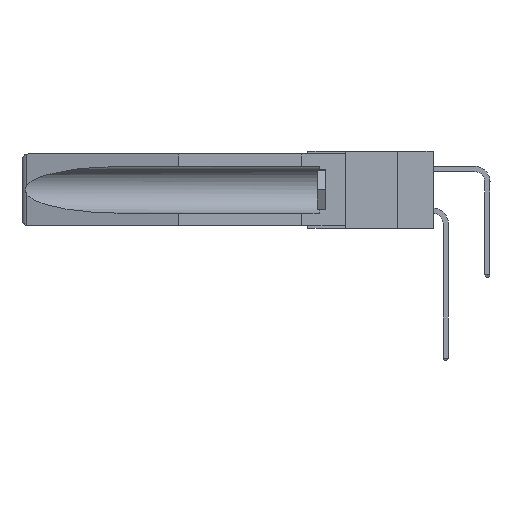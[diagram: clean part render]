
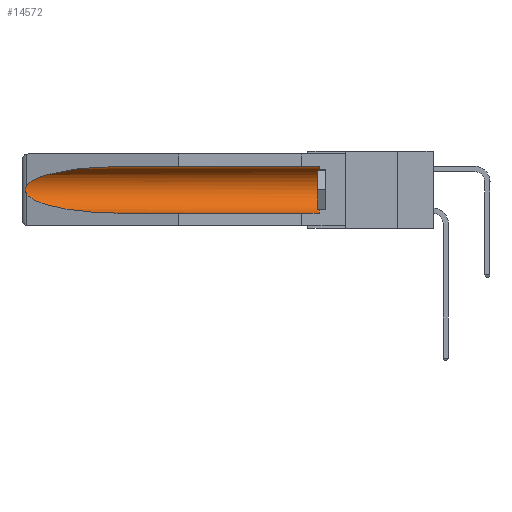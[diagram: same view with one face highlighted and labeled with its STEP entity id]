
A CAD part, left-side view. The second image highlights one B-rep face of the part: STEP entity #14572.
In plain terms, the highlighted cylindrical face has radius 2.857 mm (diameter 5.715 mm), a partial arc.
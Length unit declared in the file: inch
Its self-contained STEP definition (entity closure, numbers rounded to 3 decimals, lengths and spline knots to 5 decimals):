
#212 = CIRCLE ( 'NONE', #29026, 0.1125 ) ;
#725 = DIRECTION ( 'NONE',  ( 0., 1., 0. ) ) ;
#848 = ORIENTED_EDGE ( 'NONE', *, *, #33598, .T. ) ;
#1202 = CARTESIAN_POINT ( 'NONE',  ( 0.2673, 1.5327, -0.16383 ) ) ;
#2148 = EDGE_CURVE ( 'NONE', #3918, #32676, #2165, .T. ) ;
#2165 =( BOUNDED_CURVE ( )  B_SPLINE_CURVE ( 3, ( #8563, #26787, #11195, #29404 ),
 .UNSPECIFIED., .F., .F. ) 
 B_SPLINE_CURVE_WITH_KNOTS ( ( 4, 4 ),
 ( 4.71239, 6.08839 ),
 .UNSPECIFIED. ) 
 CURVE ( )  GEOMETRIC_REPRESENTATION_ITEM ( )  RATIONAL_B_SPLINE_CURVE ( ( 1., 0.848, 0.848, 1. ) ) 
 REPRESENTATION_ITEM ( '' )  );
#2266 = CARTESIAN_POINT ( 'NONE',  ( 0.155, 0.126, -0.1715 ) ) ;
#2402 = VECTOR ( 'NONE', #25977, 39.37008 ) ;
#2405 = CARTESIAN_POINT ( 'NONE',  ( 0.155, -0.30754, -0.059 ) ) ;
#2976 = VERTEX_POINT ( 'NONE', #30124 ) ;
#3568 = EDGE_CURVE ( 'NONE', #21466, #3918, #33335, .T. ) ;
#3737 = CARTESIAN_POINT ( 'NONE',  ( 0.2675, 1.53308, -0.16763 ) ) ;
#3918 = VERTEX_POINT ( 'NONE', #7951 ) ;
#4625 = EDGE_CURVE ( 'NONE', #2976, #21466, #212, .T. ) ;
#4900 = DIRECTION ( 'NONE',  ( 0., 0., 1. ) ) ;
#5243 = CARTESIAN_POINT ( 'NONE',  ( 0.155, 1.07973, -0.284 ) ) ;
#6115 = CARTESIAN_POINT ( 'NONE',  ( 0.2673, 1.53269, -0.17917 ) ) ;
#6215 = CARTESIAN_POINT ( 'NONE',  ( 0.26655, 1.53094, -0.18657 ) ) ;
#7006 = AXIS2_PLACEMENT_3D ( 'NONE', #31073, #15571, #17748 ) ;
#7050 = EDGE_CURVE ( 'NONE', #2976, #8124, #15132, .T. ) ;
#7951 = CARTESIAN_POINT ( 'NONE',  ( 0.155, 1.07973, -0.059 ) ) ;
#8124 = VERTEX_POINT ( 'NONE', #5243 ) ;
#8563 = CARTESIAN_POINT ( 'NONE',  ( 0.155, 1.07973, -0.059 ) ) ;
#8700 = CARTESIAN_POINT ( 'NONE',  ( 0.26537, 1.52718, -0.19328 ) ) ;
#11195 = CARTESIAN_POINT ( 'NONE',  ( 0.25451, 1.48313, -0.09465 ) ) ;
#13010 =( BOUNDED_CURVE ( )  B_SPLINE_CURVE ( 3, ( #30264, #27313, #27657, #22303 ),
 .UNSPECIFIED., .F., .F. ) 
 B_SPLINE_CURVE_WITH_KNOTS ( ( 4, 4 ),
 ( 0.1948, 1.5708 ),
 .UNSPECIFIED. ) 
 CURVE ( )  GEOMETRIC_REPRESENTATION_ITEM ( )  RATIONAL_B_SPLINE_CURVE ( ( 1., 0.848, 0.848, 1. ) ) 
 REPRESENTATION_ITEM ( '' )  );
#13228 = CARTESIAN_POINT ( 'NONE',  ( 0.26537, 1.52718, -0.19328 ) ) ;
#13434 = B_SPLINE_CURVE_WITH_KNOTS ( 'NONE', 3,
 ( #27272, #24805, #27389, #1202, #3737, #14423, #6115, #6215, #24439, #8700 ),
 .UNSPECIFIED., .F., .F.,
 ( 4, 2, 2, 2, 4 ),
 ( 0., 0.00029, 0.00058, 0.00087, 0.00117 ),
 .UNSPECIFIED. ) ;
#13609 = ORIENTED_EDGE ( 'NONE', *, *, #4625, .T. ) ;
#14341 = ORIENTED_EDGE ( 'NONE', *, *, #7050, .F. ) ;
#14423 = CARTESIAN_POINT ( 'NONE',  ( 0.2675, 1.53308, -0.17534 ) ) ;
#14572 = ADVANCED_FACE ( 'NONE', ( #23595 ), #32985, .F. ) ;
#14793 = ORIENTED_EDGE ( 'NONE', *, *, #2148, .T. ) ;
#15132 = LINE ( 'NONE', #29430, #29403 ) ;
#15571 = DIRECTION ( 'NONE',  ( 0., 1., 0. ) ) ;
#17748 = DIRECTION ( 'NONE',  ( 0., 0., 1. ) ) ;
#18809 = EDGE_CURVE ( 'NONE', #31932, #8124, #13010, .T. ) ;
#19287 = CARTESIAN_POINT ( 'NONE',  ( 0.155, 0.126, -0.059 ) ) ;
#19675 = EDGE_LOOP ( 'NONE', ( #14793, #848, #26375, #14341, #13609, #33006 ) ) ;
#20467 = DIRECTION ( 'NONE',  ( 0., -1., 0. ) ) ;
#21466 = VERTEX_POINT ( 'NONE', #19287 ) ;
#22303 = CARTESIAN_POINT ( 'NONE',  ( 0.155, 1.07973, -0.284 ) ) ;
#23595 = FACE_OUTER_BOUND ( 'NONE', #19675, .T. ) ;
#24439 = CARTESIAN_POINT ( 'NONE',  ( 0.26597, 1.5296, -0.19026 ) ) ;
#24805 = CARTESIAN_POINT ( 'NONE',  ( 0.26597, 1.52961, -0.15275 ) ) ;
#25977 = DIRECTION ( 'NONE',  ( 0., 1., 0. ) ) ;
#26375 = ORIENTED_EDGE ( 'NONE', *, *, #18809, .T. ) ;
#26787 = CARTESIAN_POINT ( 'NONE',  ( 0.21114, 1.30732, -0.059 ) ) ;
#27272 = CARTESIAN_POINT ( 'NONE',  ( 0.26537, 1.52718, -0.14972 ) ) ;
#27313 = CARTESIAN_POINT ( 'NONE',  ( 0.25451, 1.48313, -0.24835 ) ) ;
#27389 = CARTESIAN_POINT ( 'NONE',  ( 0.26654, 1.53092, -0.15636 ) ) ;
#27657 = CARTESIAN_POINT ( 'NONE',  ( 0.21114, 1.30732, -0.284 ) ) ;
#29026 = AXIS2_PLACEMENT_3D ( 'NONE', #2266, #20467, #4900 ) ;
#29403 = VECTOR ( 'NONE', #725, 39.37008 ) ;
#29404 = CARTESIAN_POINT ( 'NONE',  ( 0.26537, 1.52718, -0.14972 ) ) ;
#29430 = CARTESIAN_POINT ( 'NONE',  ( 0.155, -0.30754, -0.284 ) ) ;
#30124 = CARTESIAN_POINT ( 'NONE',  ( 0.155, 0.126, -0.284 ) ) ;
#30264 = CARTESIAN_POINT ( 'NONE',  ( 0.26537, 1.52718, -0.19328 ) ) ;
#31073 = CARTESIAN_POINT ( 'NONE',  ( 0.155, -0.30754, -0.1715 ) ) ;
#31932 = VERTEX_POINT ( 'NONE', #13228 ) ;
#32349 = CARTESIAN_POINT ( 'NONE',  ( 0.26537, 1.52718, -0.14972 ) ) ;
#32676 = VERTEX_POINT ( 'NONE', #32349 ) ;
#32985 = CYLINDRICAL_SURFACE ( 'NONE', #7006, 0.1125 ) ;
#33006 = ORIENTED_EDGE ( 'NONE', *, *, #3568, .T. ) ;
#33335 = LINE ( 'NONE', #2405, #2402 ) ;
#33598 = EDGE_CURVE ( 'NONE', #32676, #31932, #13434, .T. ) ;
